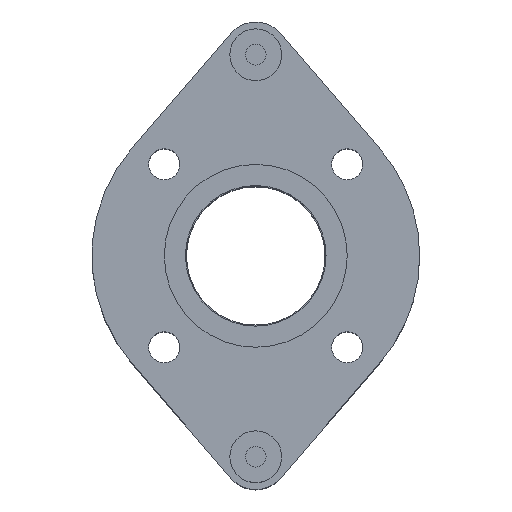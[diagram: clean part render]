
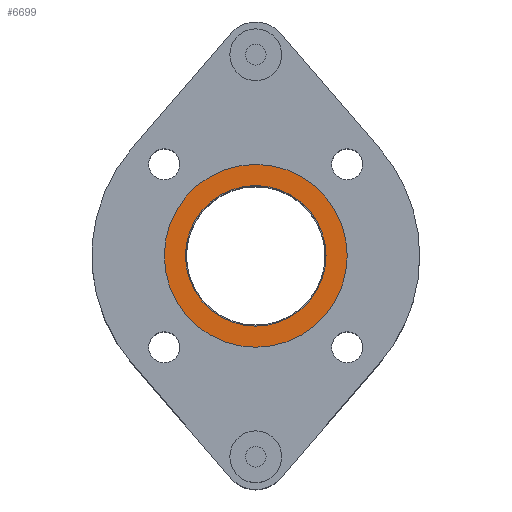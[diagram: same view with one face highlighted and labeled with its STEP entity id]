
A CAD part, top view. The second image highlights one B-rep face of the part: STEP entity #6699.
In plain terms, the highlighted planar face has unit normal (0, 0, 1).
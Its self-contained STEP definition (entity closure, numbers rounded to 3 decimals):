
#260 = CARTESIAN_POINT ( 'NONE',  ( 0., 0., 0.6 ) ) ;
#1555 = DIRECTION ( 'NONE',  ( 0., 0., 1. ) ) ;
#2379 = ORIENTED_EDGE ( 'NONE', *, *, #13268, .T. ) ;
#2642 = CARTESIAN_POINT ( 'NONE',  ( 40.75, 0., 0.6 ) ) ;
#5068 = AXIS2_PLACEMENT_3D ( 'NONE', #18900, #24600, #27059 ) ;
#5611 = EDGE_CURVE ( 'NONE', #31118, #16625, #32060, .T. ) ;
#6177 = DIRECTION ( 'NONE',  ( 0., 0., 1. ) ) ;
#6470 = EDGE_LOOP ( 'NONE', ( #20733, #30868 ) ) ;
#6699 = ADVANCED_FACE ( 'NONE', ( #17617, #15152 ), #25126, .T. ) ;
#8070 = AXIS2_PLACEMENT_3D ( 'NONE', #30851, #6177, #8469 ) ;
#8313 = EDGE_LOOP ( 'NONE', ( #10237, #2379 ) ) ;
#8376 = VERTEX_POINT ( 'NONE', #28649 ) ;
#8469 = DIRECTION ( 'NONE',  ( 1., 0., 0. ) ) ;
#8595 = DIRECTION ( 'NONE',  ( 1., 0., 0. ) ) ;
#8818 = CIRCLE ( 'NONE', #26024, 53. ) ;
#9098 = CARTESIAN_POINT ( 'NONE',  ( 0., 0., 0.6 ) ) ;
#10237 = ORIENTED_EDGE ( 'NONE', *, *, #12168, .T. ) ;
#12168 = EDGE_CURVE ( 'NONE', #21109, #8376, #21323, .T. ) ;
#13268 = EDGE_CURVE ( 'NONE', #8376, #21109, #8818, .T. ) ;
#13636 = CARTESIAN_POINT ( 'NONE',  ( -53., 0., 0.6 ) ) ;
#15152 = FACE_BOUND ( 'NONE', #6470, .T. ) ;
#16101 = DIRECTION ( 'NONE',  ( 0., 0., 1. ) ) ;
#16277 = DIRECTION ( 'NONE',  ( 1., 0., 0. ) ) ;
#16625 = VERTEX_POINT ( 'NONE', #24005 ) ;
#17617 = FACE_OUTER_BOUND ( 'NONE', #8313, .T. ) ;
#17698 = AXIS2_PLACEMENT_3D ( 'NONE', #31794, #16101, #26073 ) ;
#18900 = CARTESIAN_POINT ( 'NONE',  ( 0., 0., 0.6 ) ) ;
#20733 = ORIENTED_EDGE ( 'NONE', *, *, #5611, .F. ) ;
#21109 = VERTEX_POINT ( 'NONE', #13636 ) ;
#21323 = CIRCLE ( 'NONE', #17698, 53. ) ;
#24005 = CARTESIAN_POINT ( 'NONE',  ( -40.75, 0., 0.6 ) ) ;
#24600 = DIRECTION ( 'NONE',  ( 0., 0., 1. ) ) ;
#25126 = PLANE ( 'NONE',  #28590 ) ;
#25764 = DIRECTION ( 'NONE',  ( 0., 0., 1. ) ) ;
#26024 = AXIS2_PLACEMENT_3D ( 'NONE', #9098, #1555, #8595 ) ;
#26073 = DIRECTION ( 'NONE',  ( 1., 0., 0. ) ) ;
#27059 = DIRECTION ( 'NONE',  ( 1., 0., 0. ) ) ;
#27428 = EDGE_CURVE ( 'NONE', #16625, #31118, #29079, .T. ) ;
#28590 = AXIS2_PLACEMENT_3D ( 'NONE', #260, #25764, #16277 ) ;
#28649 = CARTESIAN_POINT ( 'NONE',  ( 53., 0., 0.6 ) ) ;
#29079 = CIRCLE ( 'NONE', #5068, 40.75 ) ;
#30851 = CARTESIAN_POINT ( 'NONE',  ( 0., 0., 0.6 ) ) ;
#30868 = ORIENTED_EDGE ( 'NONE', *, *, #27428, .F. ) ;
#31118 = VERTEX_POINT ( 'NONE', #2642 ) ;
#31794 = CARTESIAN_POINT ( 'NONE',  ( 0., 0., 0.6 ) ) ;
#32060 = CIRCLE ( 'NONE', #8070, 40.75 ) ;
